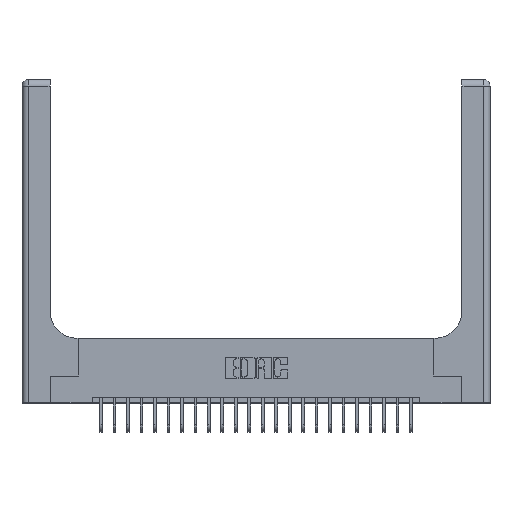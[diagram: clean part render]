
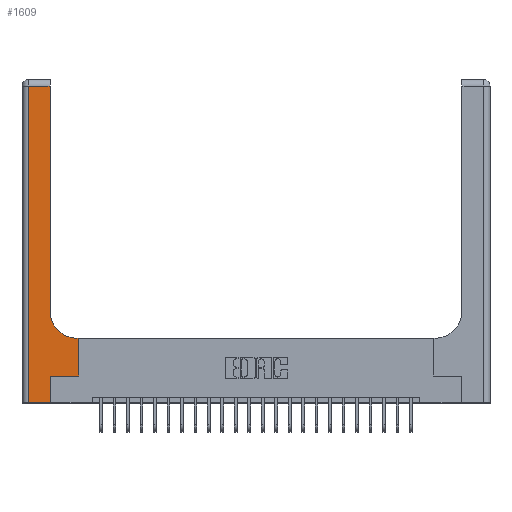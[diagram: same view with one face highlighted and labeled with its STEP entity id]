
A CAD part, top view. The second image highlights one B-rep face of the part: STEP entity #1609.
In plain terms, the highlighted planar face has unit normal (0, 0, 1).
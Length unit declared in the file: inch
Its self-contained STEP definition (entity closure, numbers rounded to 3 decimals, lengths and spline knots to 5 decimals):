
#290 = DIRECTION ( 'NONE',  ( -1., 0., 0. ) ) ;
#556 = CARTESIAN_POINT ( 'NONE',  ( 0.528, 0.25, 0.37 ) ) ;
#652 = EDGE_CURVE ( 'NONE', #6221, #11608, #21404, .T. ) ;
#669 = CARTESIAN_POINT ( 'NONE',  ( 0.265, 0.25, 0.37 ) ) ;
#876 = DIRECTION ( 'NONE',  ( 0., 1., 0. ) ) ;
#1283 = LINE ( 'NONE', #18259, #9997 ) ;
#1609 = ADVANCED_FACE ( 'NONE', ( #5799 ), #9033, .F. ) ;
#1669 = CARTESIAN_POINT ( 'NONE',  ( 0.528, 0.25, 0.37 ) ) ;
#2106 = CARTESIAN_POINT ( 'NONE',  ( 0., 3., 0.37 ) ) ;
#2118 = VECTOR ( 'NONE', #876, 39.37008 ) ;
#2190 = LINE ( 'NONE', #9782, #14174 ) ;
#2739 = EDGE_LOOP ( 'NONE', ( #7845, #8836, #10374, #11055, #11879, #13357, #13902, #3202, #22323 ) ) ;
#2866 = DIRECTION ( 'NONE',  ( -1., 0., 0. ) ) ;
#3081 = DIRECTION ( 'NONE',  ( 0., 1., 0. ) ) ;
#3202 = ORIENTED_EDGE ( 'NONE', *, *, #17063, .T. ) ;
#3310 = VECTOR ( 'NONE', #17573, 39.37008 ) ;
#3872 = DIRECTION ( 'NONE',  ( -1., 0., 0. ) ) ;
#4213 = CARTESIAN_POINT ( 'NONE',  ( 0.06, 2.94, 0.37 ) ) ;
#4388 = VECTOR ( 'NONE', #4709, 39.37008 ) ;
#4613 = VERTEX_POINT ( 'NONE', #21717 ) ;
#4709 = DIRECTION ( 'NONE',  ( 0., -1., 0. ) ) ;
#5201 = CARTESIAN_POINT ( 'NONE',  ( 0.06, 0., 0.37 ) ) ;
#5730 = VERTEX_POINT ( 'NONE', #556 ) ;
#5799 = FACE_OUTER_BOUND ( 'NONE', #2739, .T. ) ;
#6221 = VERTEX_POINT ( 'NONE', #13965 ) ;
#6454 = CARTESIAN_POINT ( 'NONE',  ( 0.06, 3., 0.37 ) ) ;
#7845 = ORIENTED_EDGE ( 'NONE', *, *, #19911, .T. ) ;
#8778 = VERTEX_POINT ( 'NONE', #669 ) ;
#8836 = ORIENTED_EDGE ( 'NONE', *, *, #17938, .T. ) ;
#9033 = PLANE ( 'NONE',  #10929 ) ;
#9525 = CARTESIAN_POINT ( 'NONE',  ( 0.51, 0.85, 0.37 ) ) ;
#9782 = CARTESIAN_POINT ( 'NONE',  ( 0.26, 0.6, 0.37 ) ) ;
#9997 = VECTOR ( 'NONE', #11498, 39.37008 ) ;
#10073 = CARTESIAN_POINT ( 'NONE',  ( 0.26, 3., 0.37 ) ) ;
#10374 = ORIENTED_EDGE ( 'NONE', *, *, #11097, .T. ) ;
#10695 = EDGE_CURVE ( 'NONE', #5730, #20332, #12567, .T. ) ;
#10806 = LINE ( 'NONE', #11040, #18741 ) ;
#10929 = AXIS2_PLACEMENT_3D ( 'NONE', #2106, #14283, #3872 ) ;
#11040 = CARTESIAN_POINT ( 'NONE',  ( 0., 0., 0.37 ) ) ;
#11055 = ORIENTED_EDGE ( 'NONE', *, *, #20831, .T. ) ;
#11097 = EDGE_CURVE ( 'NONE', #18535, #14550, #21809, .T. ) ;
#11303 = DIRECTION ( 'NONE',  ( 1., 0., 0. ) ) ;
#11346 = CARTESIAN_POINT ( 'NONE',  ( 0.265, 0., 0.37 ) ) ;
#11498 = DIRECTION ( 'NONE',  ( 1., 0., 0. ) ) ;
#11608 = VERTEX_POINT ( 'NONE', #13052 ) ;
#11879 = ORIENTED_EDGE ( 'NONE', *, *, #20974, .T. ) ;
#12444 = VERTEX_POINT ( 'NONE', #13717 ) ;
#12567 = LINE ( 'NONE', #1669, #3310 ) ;
#12824 = EDGE_CURVE ( 'NONE', #8778, #5730, #1283, .T. ) ;
#13038 = CARTESIAN_POINT ( 'NONE',  ( 0.528, 0.6, 0.37 ) ) ;
#13052 = CARTESIAN_POINT ( 'NONE',  ( 0.26, 0.85, 0.37 ) ) ;
#13279 = VECTOR ( 'NONE', #3081, 39.37008 ) ;
#13357 = ORIENTED_EDGE ( 'NONE', *, *, #12824, .T. ) ;
#13717 = CARTESIAN_POINT ( 'NONE',  ( 0.265, 0., 0.37 ) ) ;
#13902 = ORIENTED_EDGE ( 'NONE', *, *, #10695, .T. ) ;
#13965 = CARTESIAN_POINT ( 'NONE',  ( 0.51, 0.6, 0.37 ) ) ;
#14174 = VECTOR ( 'NONE', #2866, 39.37008 ) ;
#14283 = DIRECTION ( 'NONE',  ( 0., 0., -1. ) ) ;
#14550 = VERTEX_POINT ( 'NONE', #5201 ) ;
#15246 = VECTOR ( 'NONE', #290, 39.37008 ) ;
#15798 = LINE ( 'NONE', #21191, #15246 ) ;
#17063 = EDGE_CURVE ( 'NONE', #20332, #6221, #2190, .T. ) ;
#17573 = DIRECTION ( 'NONE',  ( 0., 1., 0. ) ) ;
#17892 = LINE ( 'NONE', #10073, #13279 ) ;
#17938 = EDGE_CURVE ( 'NONE', #4613, #18535, #15798, .T. ) ;
#18259 = CARTESIAN_POINT ( 'NONE',  ( 0.265, 0.25, 0.37 ) ) ;
#18535 = VERTEX_POINT ( 'NONE', #4213 ) ;
#18741 = VECTOR ( 'NONE', #21457, 39.37008 ) ;
#19911 = EDGE_CURVE ( 'NONE', #11608, #4613, #17892, .T. ) ;
#20332 = VERTEX_POINT ( 'NONE', #13038 ) ;
#20653 = LINE ( 'NONE', #11346, #2118 ) ;
#20831 = EDGE_CURVE ( 'NONE', #14550, #12444, #10806, .T. ) ;
#20974 = EDGE_CURVE ( 'NONE', #12444, #8778, #20653, .T. ) ;
#21191 = CARTESIAN_POINT ( 'NONE',  ( 0., 2.94, 0.37 ) ) ;
#21404 = CIRCLE ( 'NONE', #21993, 0.25 ) ;
#21457 = DIRECTION ( 'NONE',  ( 1., 0., 0. ) ) ;
#21717 = CARTESIAN_POINT ( 'NONE',  ( 0.26, 2.94, 0.37 ) ) ;
#21726 = DIRECTION ( 'NONE',  ( 0., 0., -1. ) ) ;
#21809 = LINE ( 'NONE', #6454, #4388 ) ;
#21993 = AXIS2_PLACEMENT_3D ( 'NONE', #9525, #21726, #11303 ) ;
#22323 = ORIENTED_EDGE ( 'NONE', *, *, #652, .T. ) ;
